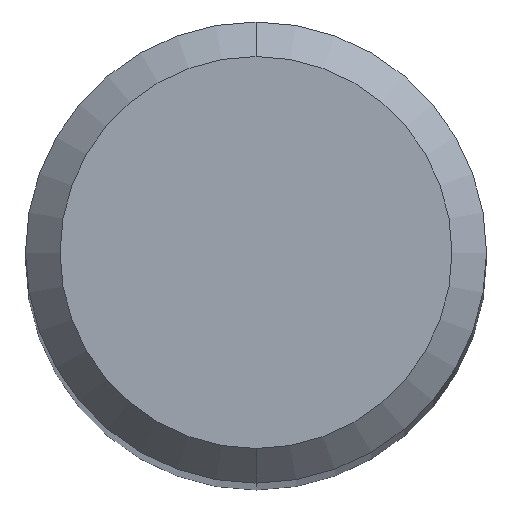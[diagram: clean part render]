
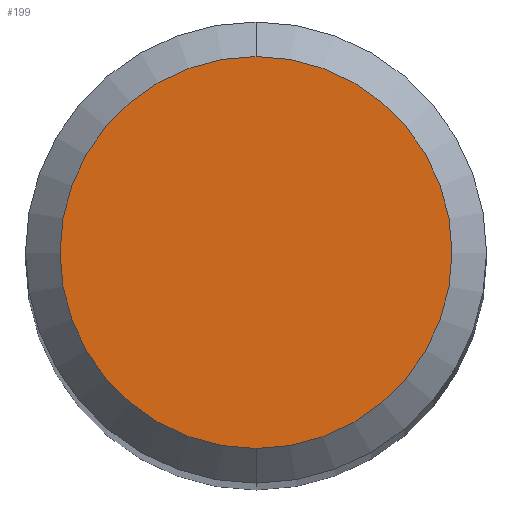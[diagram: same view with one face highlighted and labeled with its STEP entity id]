
A CAD part, top view. The second image highlights one B-rep face of the part: STEP entity #199.
In plain terms, the highlighted planar face has unit normal (0, 0, 1).
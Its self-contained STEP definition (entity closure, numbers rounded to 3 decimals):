
#199=ADVANCED_FACE('',(#510),#511,.T.);
#249=EDGE_CURVE('',#451,#271,#565,.T.);
#267=EDGE_CURVE('',#271,#451,#585,.T.);
#271=VERTEX_POINT('',#590);
#451=VERTEX_POINT('',#788);
#510=FACE_OUTER_BOUND('',#851,.T.);
#511=PLANE('',#852);
#565=CIRCLE('',#981,1.7);
#585=CIRCLE('',#1007,1.7);
#590=CARTESIAN_POINT('',(0.,-1.7,0.0));
#788=CARTESIAN_POINT('',(0.0,1.7,0.0));
#851=EDGE_LOOP('',(#1482,#1483));
#852=AXIS2_PLACEMENT_3D('',#1484,#1485,#1486);
#981=AXIS2_PLACEMENT_3D('',#1547,#1548,#1549);
#1007=AXIS2_PLACEMENT_3D('',#1571,#1572,#1573);
#1482=ORIENTED_EDGE('',*,*,#249,.F.);
#1483=ORIENTED_EDGE('',*,*,#267,.F.);
#1484=CARTESIAN_POINT('',(0.0,0.85,0.0));
#1485=DIRECTION('',(-0.0,0.0,1.0));
#1486=DIRECTION('',(0.0,-1.0,0.0));
#1547=CARTESIAN_POINT('',(0.0,0.0,0.0));
#1548=DIRECTION('',(0.0,0.0,-1.0));
#1549=DIRECTION('',(0.0,1.0,0.0));
#1571=CARTESIAN_POINT('',(0.0,0.0,0.0));
#1572=DIRECTION('',(0.0,0.0,-1.0));
#1573=DIRECTION('',(0.0,1.0,0.0));
